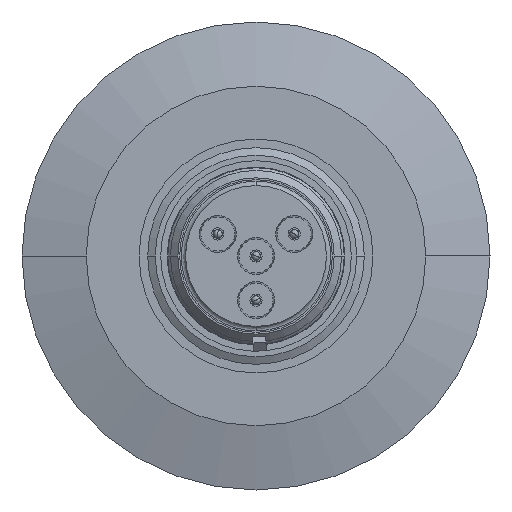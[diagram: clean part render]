
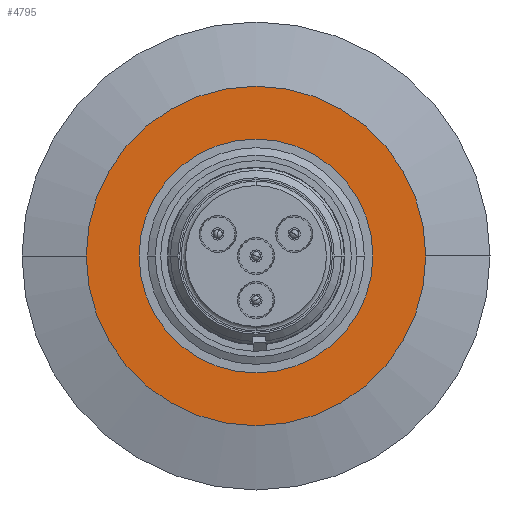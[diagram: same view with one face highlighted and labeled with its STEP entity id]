
A CAD part, front view. The second image highlights one B-rep face of the part: STEP entity #4795.
In plain terms, the highlighted planar face has unit normal (0, -1, 0).
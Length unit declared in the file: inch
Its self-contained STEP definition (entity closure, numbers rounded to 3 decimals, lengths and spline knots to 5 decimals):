
#432 = AXIS2_PLACEMENT_3D ( 'NONE', #8553, #8556, #8557 ) ;
#805 = ORIENTED_EDGE ( 'NONE', *, *, #4625, .F. ) ;
#806 = ORIENTED_EDGE ( 'NONE', *, *, #4628, .F. ) ;
#807 = ORIENTED_EDGE ( 'NONE', *, *, #1141, .F. ) ;
#808 = ORIENTED_EDGE ( 'NONE', *, *, #904, .F. ) ;
#904 = EDGE_CURVE ( 'NONE', #3507, #3411, #2752, .T. ) ;
#1141 = EDGE_CURVE ( 'NONE', #3411, #3507, #2304, .T. ) ;
#1982 = AXIS2_PLACEMENT_3D ( 'NONE', #4548, #4549, #4550 ) ;
#1986 = AXIS2_PLACEMENT_3D ( 'NONE', #4541, #4542, #4543 ) ;
#1987 = CIRCLE ( 'NONE', #1982, 0.3735 ) ;
#1991 = CIRCLE ( 'NONE', #1986, 0.3735 ) ;
#2304 = CIRCLE ( 'NONE', #2745, 0.78394 ) ;
#2658 = AXIS2_PLACEMENT_3D ( 'NONE', #3097, #3098, #3099 ) ;
#2745 = AXIS2_PLACEMENT_3D ( 'NONE', #7934, #7935, #7936 ) ;
#2752 = CIRCLE ( 'NONE', #2658, 0.78394 ) ;
#2785 = VERTEX_POINT ( 'NONE', #3995 ) ;
#2796 = VERTEX_POINT ( 'NONE', #4006 ) ;
#3097 = CARTESIAN_POINT ( 'NONE',  ( -0.96553, 0.66832, 0.98672 ) ) ;
#3098 = DIRECTION ( 'NONE',  ( 0., 1., 0. ) ) ;
#3099 = DIRECTION ( 'NONE',  ( 1., 0., 0. ) ) ;
#3411 = VERTEX_POINT ( 'NONE', #4163 ) ;
#3507 = VERTEX_POINT ( 'NONE', #4259 ) ;
#3757 = EDGE_LOOP ( 'NONE', ( #807, #808 ) ) ;
#3869 = EDGE_LOOP ( 'NONE', ( #805, #806 ) ) ;
#3995 = CARTESIAN_POINT ( 'NONE',  ( -0.96553, 0.66832, 0.61322 ) ) ;
#4006 = CARTESIAN_POINT ( 'NONE',  ( -0.96553, 0.66832, 1.36022 ) ) ;
#4163 = CARTESIAN_POINT ( 'NONE',  ( -0.18159, 0.66832, 0.98672 ) ) ;
#4259 = CARTESIAN_POINT ( 'NONE',  ( -1.74946, 0.66832, 0.98672 ) ) ;
#4541 = CARTESIAN_POINT ( 'NONE',  ( -0.96553, 0.66832, 0.98672 ) ) ;
#4542 = DIRECTION ( 'NONE',  ( 0., -1., 0. ) ) ;
#4543 = DIRECTION ( 'NONE',  ( 0., 0., 1. ) ) ;
#4548 = CARTESIAN_POINT ( 'NONE',  ( -0.96553, 0.66832, 0.98672 ) ) ;
#4549 = DIRECTION ( 'NONE',  ( 0., -1., 0. ) ) ;
#4550 = DIRECTION ( 'NONE',  ( 0., 0., 1. ) ) ;
#4625 = EDGE_CURVE ( 'NONE', #2785, #2796, #1991, .T. ) ;
#4628 = EDGE_CURVE ( 'NONE', #2796, #2785, #1987, .T. ) ;
#4795 = ADVANCED_FACE ( 'NONE', ( #8546, #8551 ), #8554, .F. ) ;
#7934 = CARTESIAN_POINT ( 'NONE',  ( -0.96553, 0.66832, 0.98672 ) ) ;
#7935 = DIRECTION ( 'NONE',  ( 0., 1., 0. ) ) ;
#7936 = DIRECTION ( 'NONE',  ( 1., 0., 0. ) ) ;
#8546 = FACE_BOUND ( 'NONE', #3869, .T. ) ;
#8551 = FACE_OUTER_BOUND ( 'NONE', #3757, .T. ) ;
#8553 = CARTESIAN_POINT ( 'NONE',  ( -0.96553, 0.66832, 0.98672 ) ) ;
#8554 = PLANE ( 'NONE',  #432 ) ;
#8556 = DIRECTION ( 'NONE',  ( 0., 1., 0. ) ) ;
#8557 = DIRECTION ( 'NONE',  ( 0., 0., 1. ) ) ;
